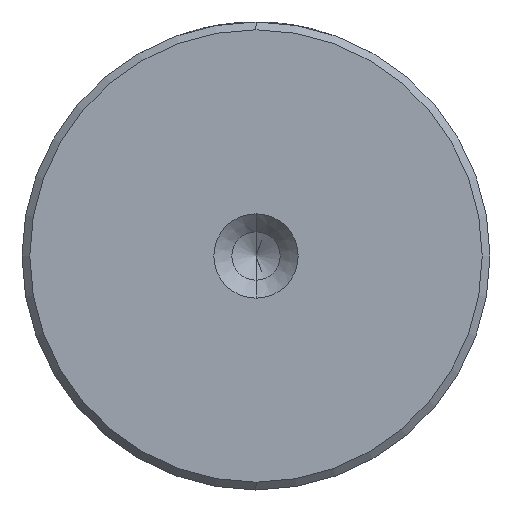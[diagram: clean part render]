
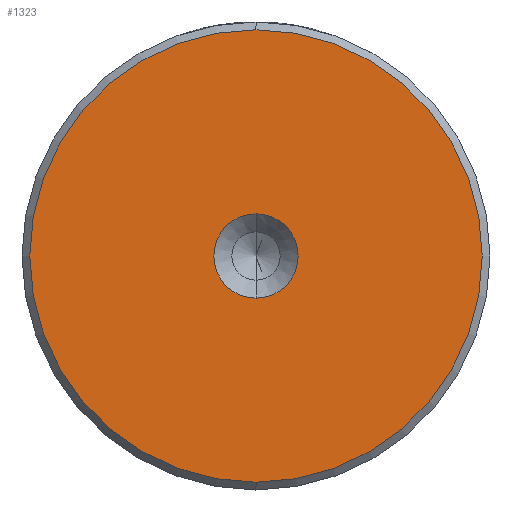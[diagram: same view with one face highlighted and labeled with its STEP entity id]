
A CAD part, left-side view. The second image highlights one B-rep face of the part: STEP entity #1323.
In plain terms, the highlighted planar face has unit normal (-1, 0, 0).
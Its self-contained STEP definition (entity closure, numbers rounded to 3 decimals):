
#64 = VERTEX_POINT ( 'NONE', #471 ) ;
#138 = CARTESIAN_POINT ( 'NONE',  ( 0., 0., 0. ) ) ;
#159 = VERTEX_POINT ( 'NONE', #1731 ) ;
#171 = AXIS2_PLACEMENT_3D ( 'NONE', #2223, #1071, #2412 ) ;
#217 = EDGE_CURVE ( 'NONE', #1114, #64, #708, .T. ) ;
#324 = DIRECTION ( 'NONE',  ( 0., 0., 1. ) ) ;
#364 = CARTESIAN_POINT ( 'NONE',  ( 0., 0., 0. ) ) ;
#451 = EDGE_CURVE ( 'NONE', #1656, #159, #1765, .T. ) ;
#471 = CARTESIAN_POINT ( 'NONE',  ( 0., 0., -2.7 ) ) ;
#626 = EDGE_CURVE ( 'NONE', #159, #1656, #1262, .T. ) ;
#646 = EDGE_CURVE ( 'NONE', #64, #1114, #690, .T. ) ;
#690 = CIRCLE ( 'NONE', #1859, 2.7 ) ;
#708 = CIRCLE ( 'NONE', #2352, 2.7 ) ;
#745 = DIRECTION ( 'NONE',  ( -1., 0., 0. ) ) ;
#775 = DIRECTION ( 'NONE',  ( -1., 0., 0. ) ) ;
#840 = FACE_BOUND ( 'NONE', #1616, .T. ) ;
#875 = ORIENTED_EDGE ( 'NONE', *, *, #217, .F. ) ;
#1071 = DIRECTION ( 'NONE',  ( -1., 0., 0. ) ) ;
#1114 = VERTEX_POINT ( 'NONE', #2121 ) ;
#1175 = DIRECTION ( 'NONE',  ( -1., 0., 0. ) ) ;
#1249 = ORIENTED_EDGE ( 'NONE', *, *, #626, .T. ) ;
#1256 = ORIENTED_EDGE ( 'NONE', *, *, #451, .T. ) ;
#1262 = CIRCLE ( 'NONE', #1743, 14.5 ) ;
#1323 = ADVANCED_FACE ( 'NONE', ( #1846, #840 ), #1348, .T. ) ;
#1348 = PLANE ( 'NONE',  #2056 ) ;
#1413 = ORIENTED_EDGE ( 'NONE', *, *, #646, .F. ) ;
#1506 = DIRECTION ( 'NONE',  ( -1., 0., 0. ) ) ;
#1616 = EDGE_LOOP ( 'NONE', ( #875, #1413 ) ) ;
#1646 = EDGE_LOOP ( 'NONE', ( #1249, #1256 ) ) ;
#1656 = VERTEX_POINT ( 'NONE', #1907 ) ;
#1731 = CARTESIAN_POINT ( 'NONE',  ( 0., 0., -14.5 ) ) ;
#1743 = AXIS2_PLACEMENT_3D ( 'NONE', #138, #1506, #324 ) ;
#1765 = CIRCLE ( 'NONE', #171, 14.5 ) ;
#1846 = FACE_OUTER_BOUND ( 'NONE', #1646, .T. ) ;
#1859 = AXIS2_PLACEMENT_3D ( 'NONE', #1885, #745, #1981 ) ;
#1885 = CARTESIAN_POINT ( 'NONE',  ( 0., 0., 0. ) ) ;
#1907 = CARTESIAN_POINT ( 'NONE',  ( 0., 0., 14.5 ) ) ;
#1981 = DIRECTION ( 'NONE',  ( 0., 0., 1. ) ) ;
#2056 = AXIS2_PLACEMENT_3D ( 'NONE', #364, #775, #2120 ) ;
#2120 = DIRECTION ( 'NONE',  ( 0., 0., 1. ) ) ;
#2121 = CARTESIAN_POINT ( 'NONE',  ( 0., 0., 2.7 ) ) ;
#2223 = CARTESIAN_POINT ( 'NONE',  ( 0., 0., 0. ) ) ;
#2326 = CARTESIAN_POINT ( 'NONE',  ( 0., 0., 0. ) ) ;
#2352 = AXIS2_PLACEMENT_3D ( 'NONE', #2326, #1175, #2514 ) ;
#2412 = DIRECTION ( 'NONE',  ( 0., 0., 1. ) ) ;
#2514 = DIRECTION ( 'NONE',  ( 0., 0., 1. ) ) ;
